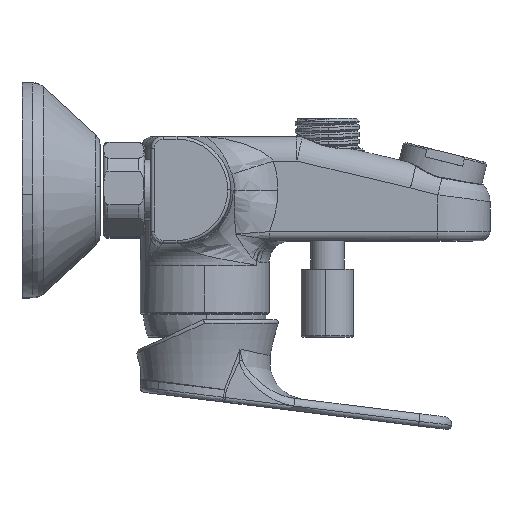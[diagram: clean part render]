
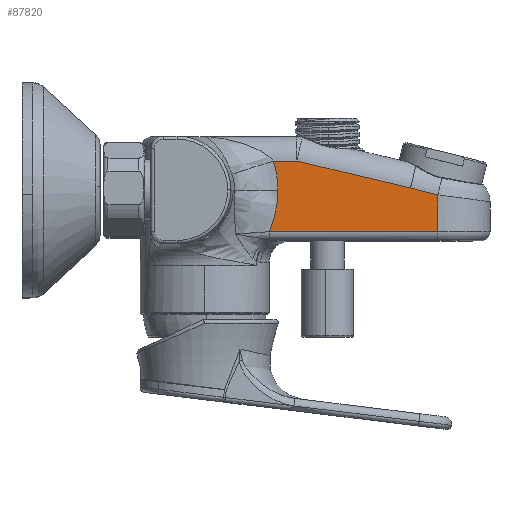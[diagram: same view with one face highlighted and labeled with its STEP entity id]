
A CAD part, top view. The second image highlights one B-rep face of the part: STEP entity #87820.
In plain terms, the highlighted face is planar.
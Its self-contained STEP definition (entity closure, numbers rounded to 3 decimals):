
#344 = VERTEX_POINT ( 'NONE', #17279 ) ;
#1053 = CARTESIAN_POINT ( 'NONE',  ( 23.85, 34., -17. ) ) ;
#3956 = LINE ( 'NONE', #16314, #55920 ) ;
#4490 = CARTESIAN_POINT ( 'NONE',  ( -5.131, 8., -17. ) ) ;
#7737 = ORIENTED_EDGE ( 'NONE', *, *, #22185, .T. ) ;
#8304 = ORIENTED_EDGE ( 'NONE', *, *, #57930, .T. ) ;
#8386 = ORIENTED_EDGE ( 'NONE', *, *, #32091, .T. ) ;
#9722 = CARTESIAN_POINT ( 'NONE',  ( 23.597, 22.274, -17. ) ) ;
#13457 = LINE ( 'NONE', #30468, #48552 ) ;
#13741 = DIRECTION ( 'NONE',  ( -0.97, -0.243, 0. ) ) ;
#13958 = VERTEX_POINT ( 'NONE', #61874 ) ;
#16314 = CARTESIAN_POINT ( 'NONE',  ( 75.938, 31., -17. ) ) ;
#16530 = CARTESIAN_POINT ( 'NONE',  ( 22.593, 26.692, -17. ) ) ;
#17279 = CARTESIAN_POINT ( 'NONE',  ( 23.85, 17.675, -17. ) ) ;
#20230 = VERTEX_POINT ( 'NONE', #76525 ) ;
#20311 = ORIENTED_EDGE ( 'NONE', *, *, #54826, .T. ) ;
#21438 = EDGE_LOOP ( 'NONE', ( #20311, #31104, #31492, #8304, #8386, #7737, #58924, #23122 ) ) ;
#22185 = EDGE_CURVE ( 'NONE', #41966, #45789, #44061, .T. ) ;
#23107 = B_SPLINE_CURVE_WITH_KNOTS ( 'NONE', 3,
 ( #23987, #57214, #9722, #50672, #16530, #29642, #43582, #71430 ),
 .UNSPECIFIED., .F., .F.,
 ( 4, 2, 2, 4 ),
 ( 0., 0.007, 0.01, 0.014 ),
 .UNSPECIFIED. ) ;
#23122 = ORIENTED_EDGE ( 'NONE', *, *, #24335, .T. ) ;
#23987 = CARTESIAN_POINT ( 'NONE',  ( 23.85, 17.675, -17. ) ) ;
#24335 = EDGE_CURVE ( 'NONE', #82813, #344, #75515, .T. ) ;
#26754 = VERTEX_POINT ( 'NONE', #50283 ) ;
#29642 = CARTESIAN_POINT ( 'NONE',  ( 21.915, 28.859, -17. ) ) ;
#30468 = CARTESIAN_POINT ( 'NONE',  ( 75.938, 34., -17. ) ) ;
#31104 = ORIENTED_EDGE ( 'NONE', *, *, #66392, .T. ) ;
#31492 = ORIENTED_EDGE ( 'NONE', *, *, #47548, .T. ) ;
#31972 = CARTESIAN_POINT ( 'NONE',  ( 23.85, 15.878, -17. ) ) ;
#32091 = EDGE_CURVE ( 'NONE', #20230, #41966, #39825, .T. ) ;
#32133 = CARTESIAN_POINT ( 'NONE',  ( 29.094, 7.785, -17. ) ) ;
#32241 = B_SPLINE_CURVE_WITH_KNOTS ( 'NONE', 3,
 ( #71742, #38467, #58951, #31972, #53292 ),
 .UNSPECIFIED., .F., .F.,
 ( 4, 1, 4 ),
 ( 0., 0.005, 0.01 ),
 .UNSPECIFIED. ) ;
#33678 = DIRECTION ( 'NONE',  ( 0., 0., -1. ) ) ;
#36226 = DIRECTION ( 'NONE',  ( 1., 0., 0. ) ) ;
#37228 = VECTOR ( 'NONE', #41123, 1000. ) ;
#38467 = CARTESIAN_POINT ( 'NONE',  ( 22.86, 9.545, -17. ) ) ;
#39825 = LINE ( 'NONE', #32133, #55744 ) ;
#40568 = CARTESIAN_POINT ( 'NONE',  ( 23.85, 17.5, -17. ) ) ;
#40924 = VECTOR ( 'NONE', #59046, 1000. ) ;
#41123 = DIRECTION ( 'NONE',  ( 0., 1., 0. ) ) ;
#41386 = CARTESIAN_POINT ( 'NONE',  ( 66.998, 16.761, -17. ) ) ;
#41966 = VERTEX_POINT ( 'NONE', #47336 ) ;
#42502 = VERTEX_POINT ( 'NONE', #69131 ) ;
#43582 = CARTESIAN_POINT ( 'NONE',  ( 21.531, 29.932, -17. ) ) ;
#44061 = LINE ( 'NONE', #4490, #40924 ) ;
#45789 = VERTEX_POINT ( 'NONE', #64359 ) ;
#47336 = CARTESIAN_POINT ( 'NONE',  ( 30.003, 8., -17. ) ) ;
#47548 = EDGE_CURVE ( 'NONE', #42502, #13958, #13457, .T. ) ;
#47601 = PLANE ( 'NONE',  #79859 ) ;
#48552 = VECTOR ( 'NONE', #77974, 1000. ) ;
#50283 = CARTESIAN_POINT ( 'NONE',  ( 21.126, 31., -17. ) ) ;
#50672 = CARTESIAN_POINT ( 'NONE',  ( 22.886, 25.598, -17. ) ) ;
#53292 = CARTESIAN_POINT ( 'NONE',  ( 23.85, 17.5, -17. ) ) ;
#53335 = VECTOR ( 'NONE', #13741, 1000. ) ;
#54139 = DIRECTION ( 'NONE',  ( -1., 0., 0. ) ) ;
#54826 = EDGE_CURVE ( 'NONE', #344, #26754, #23107, .T. ) ;
#54865 = FACE_OUTER_BOUND ( 'NONE', #21438, .T. ) ;
#55744 = VECTOR ( 'NONE', #72784, 1000. ) ;
#55920 = VECTOR ( 'NONE', #36226, 1000. ) ;
#57214 = CARTESIAN_POINT ( 'NONE',  ( 23.85, 20.005, -17. ) ) ;
#57601 = LINE ( 'NONE', #41386, #53335 ) ;
#57930 = EDGE_CURVE ( 'NONE', #13958, #20230, #57601, .T. ) ;
#58924 = ORIENTED_EDGE ( 'NONE', *, *, #61856, .T. ) ;
#58951 = CARTESIAN_POINT ( 'NONE',  ( 23.597, 12.674, -17. ) ) ;
#59046 = DIRECTION ( 'NONE',  ( -1., 0., 0. ) ) ;
#61856 = EDGE_CURVE ( 'NONE', #45789, #82813, #32241, .T. ) ;
#61874 = CARTESIAN_POINT ( 'NONE',  ( 75.938, 18.996, -17. ) ) ;
#64359 = CARTESIAN_POINT ( 'NONE',  ( 22.368, 8., -17. ) ) ;
#66392 = EDGE_CURVE ( 'NONE', #26754, #42502, #3956, .T. ) ;
#69131 = CARTESIAN_POINT ( 'NONE',  ( 75.938, 31., -17. ) ) ;
#71430 = CARTESIAN_POINT ( 'NONE',  ( 21.126, 31., -17. ) ) ;
#71742 = CARTESIAN_POINT ( 'NONE',  ( 22.368, 8., -17. ) ) ;
#72784 = DIRECTION ( 'NONE',  ( -0.973, -0.23, 0. ) ) ;
#75515 = LINE ( 'NONE', #1053, #37228 ) ;
#76525 = CARTESIAN_POINT ( 'NONE',  ( 67.046, 16.773, -17. ) ) ;
#77974 = DIRECTION ( 'NONE',  ( 0., -1., 0. ) ) ;
#79859 = AXIS2_PLACEMENT_3D ( 'NONE', #80903, #33678, #54139 ) ;
#80903 = CARTESIAN_POINT ( 'NONE',  ( 12.329, 34., -17. ) ) ;
#82813 = VERTEX_POINT ( 'NONE', #40568 ) ;
#87820 = ADVANCED_FACE ( 'NONE', ( #54865 ), #47601, .T. ) ;
